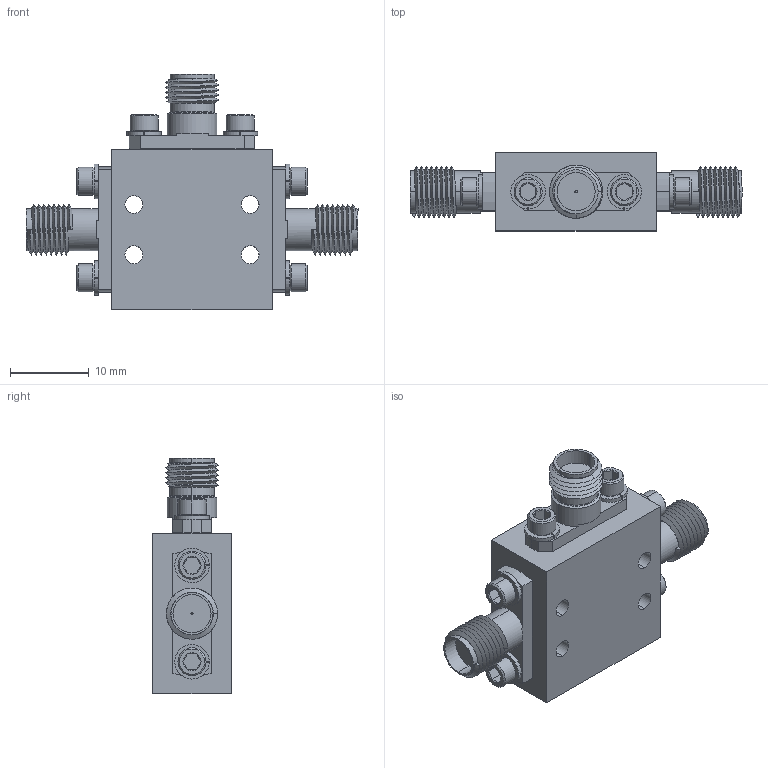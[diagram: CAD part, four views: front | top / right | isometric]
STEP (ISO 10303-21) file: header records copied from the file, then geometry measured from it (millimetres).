
FILE_DESCRIPTION (( 'STEP AP203' ), '1' );
FILE_NAME ('SFS-18340315-KFSFSF-N1-M.STEP', '2018-10-16T22:16:59', ( '' ), ( '' ), 'SwSTEP 2.0', 'SolidWorks 2016', '' );
FILE_SCHEMA (( 'CONFIG_CONTROL_DESIGN' ));
Length unit declared in the file: inch
Products named in the file (1): SFS-18340315-KFSFSF-N1-M
Bounding box: 42.06 x 9.91 x 29.84 mm (x, y, z)
Surface area: 3990.8 mm2 (no closed solid volume)
Topology: 0 solids, 17 shells, 269 faces, 671 edges, 426 vertices
Faces by surface type: plane 110, cylinder 75, cone 72, bspline 10, torus 2
Entity records: 10060 total; most frequent: CARTESIAN_POINT 3633, DIRECTION 1375, ORIENTED_EDGE 1213, EDGE_CURVE 671, AXIS2_PLACEMENT_3D 520, VERTEX_POINT 426, LINE 335, VECTOR 335
